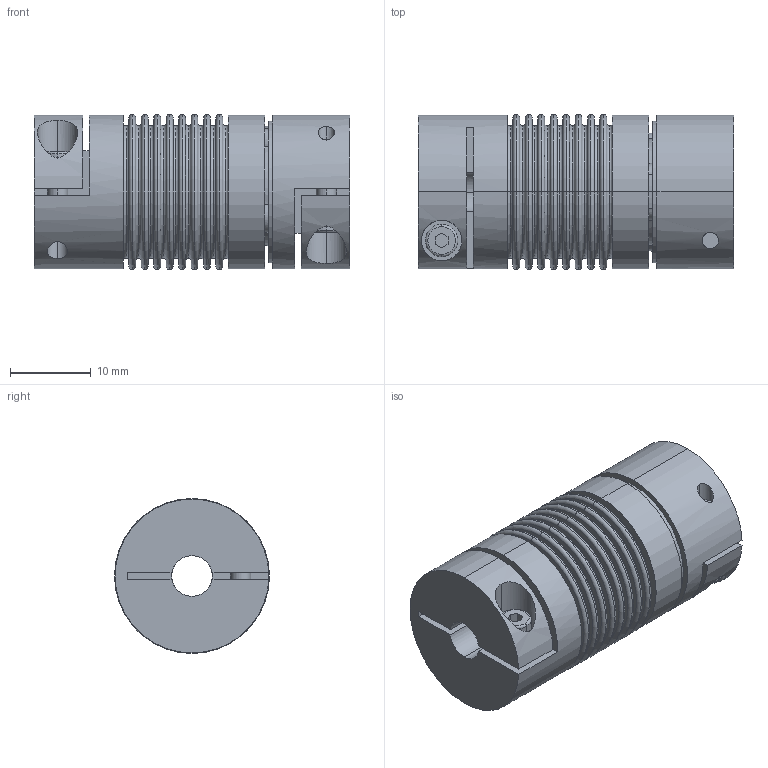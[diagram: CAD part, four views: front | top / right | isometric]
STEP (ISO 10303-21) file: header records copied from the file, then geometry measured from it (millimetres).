
FILE_DESCRIPTION(('STEP AP214'),'1');
FILE_NAME('cctmp_3FDBE50A-036D-4080-A0E7-01440CE05E1A_2023_06_09_11_21_20_0396..stp','2023-06-09T09:21:20',('R+W Antriebselemente GmbH'),('CADClick - www.CADClick.com'),'Spatial InterOp 3D',' ','unknown authorization');
FILE_SCHEMA(('AUTOMOTIVE_DESIGN'));
Length unit declared in the file: millimetre
Products named in the file (3): cc_unnamed; MK5/15/39/5/5_1; MK5/15/39/5/5
Assembly tree (2 placements, depth 2):
  cc_unnamed
    MK5/15/39/5/5_1
    MK5/15/39/5/5
Bounding box: 39 x 19.14 x 19.14 mm (x, y, z)
Volume: 6751.3 mm3; surface area: 6916.6 mm2
Topology: 2 solids, 2 shells, 192 faces, 443 edges, 283 vertices
Faces by surface type: torus 72, plane 59, cylinder 36, cone 24, bspline 1
Entity records: 7443 total; most frequent: CARTESIAN_POINT 1203, DIRECTION 1112, ORIENTED_EDGE 886, AXIS2_PLACEMENT_3D 495, EDGE_CURVE 443, CIRCLE 301, VERTEX_POINT 283, EDGE_LOOP 228
